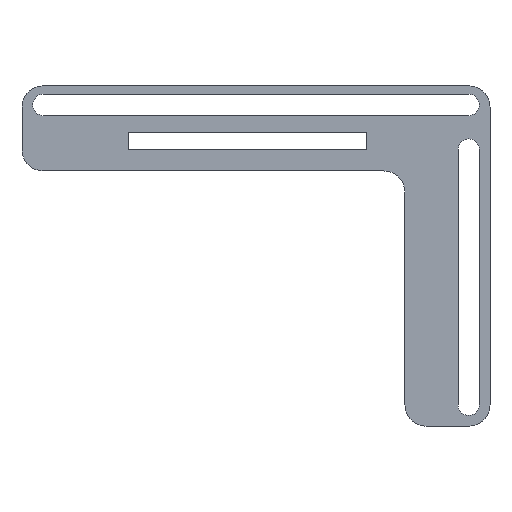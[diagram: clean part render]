
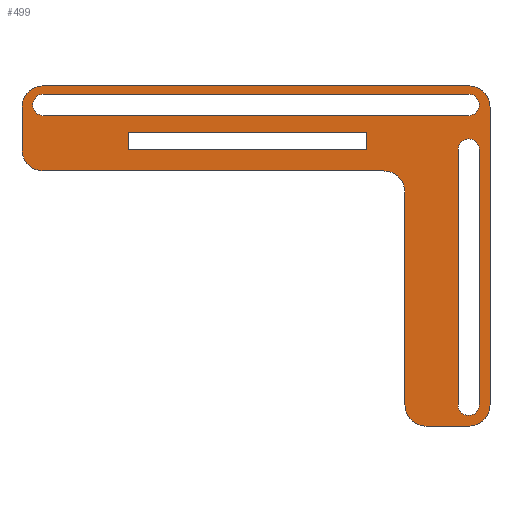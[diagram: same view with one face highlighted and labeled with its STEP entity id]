
A CAD part, front view. The second image highlights one B-rep face of the part: STEP entity #499.
In plain terms, the highlighted planar face has unit normal (0, -1, 0).
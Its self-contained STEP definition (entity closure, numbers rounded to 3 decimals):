
#15=FACE_BOUND('',#84,.T.);
#16=FACE_BOUND('',#85,.T.);
#17=FACE_BOUND('',#86,.T.);
#22=CIRCLE('',#539,5.);
#23=CIRCLE('',#542,5.);
#24=CIRCLE('',#543,5.);
#25=CIRCLE('',#544,5.);
#26=CIRCLE('',#545,5.);
#27=CIRCLE('',#546,5.);
#28=CIRCLE('',#547,2.5);
#29=CIRCLE('',#548,2.5);
#30=CIRCLE('',#549,2.5);
#31=CIRCLE('',#550,2.5);
#57=FACE_OUTER_BOUND('',#83,.T.);
#83=EDGE_LOOP('',(#357,#358,#359,#360,#361,#362,#363,#364,#365,#366,#367,
#368));
#84=EDGE_LOOP('',(#369,#370,#371,#372));
#85=EDGE_LOOP('',(#373,#374,#375,#376));
#86=EDGE_LOOP('',(#377,#378,#379,#380));
#111=LINE('',#733,#163);
#114=LINE('',#739,#166);
#117=LINE('',#745,#169);
#120=LINE('',#749,#172);
#123=LINE('',#761,#175);
#126=LINE('',#767,#178);
#127=LINE('',#771,#179);
#128=LINE('',#775,#180);
#129=LINE('',#779,#181);
#130=LINE('',#783,#182);
#131=LINE('',#787,#183);
#132=LINE('',#791,#184);
#133=LINE('',#795,#185);
#134=LINE('',#799,#186);
#163=VECTOR('',#585,10.);
#166=VECTOR('',#590,10.);
#169=VECTOR('',#595,10.);
#172=VECTOR('',#600,10.);
#175=VECTOR('',#611,10.);
#178=VECTOR('',#616,10.);
#179=VECTOR('',#619,10.);
#180=VECTOR('',#622,10.);
#181=VECTOR('',#625,10.);
#182=VECTOR('',#628,10.);
#183=VECTOR('',#631,10.);
#184=VECTOR('',#634,10.);
#185=VECTOR('',#637,10.);
#186=VECTOR('',#640,10.);
#215=VERTEX_POINT('',#730);
#216=VERTEX_POINT('',#732);
#218=VERTEX_POINT('',#738);
#220=VERTEX_POINT('',#744);
#223=VERTEX_POINT('',#754);
#224=VERTEX_POINT('',#756);
#225=VERTEX_POINT('',#760);
#227=VERTEX_POINT('',#766);
#228=VERTEX_POINT('',#768);
#229=VERTEX_POINT('',#770);
#230=VERTEX_POINT('',#772);
#231=VERTEX_POINT('',#774);
#232=VERTEX_POINT('',#776);
#233=VERTEX_POINT('',#778);
#234=VERTEX_POINT('',#780);
#235=VERTEX_POINT('',#782);
#236=VERTEX_POINT('',#785);
#237=VERTEX_POINT('',#786);
#238=VERTEX_POINT('',#788);
#239=VERTEX_POINT('',#790);
#240=VERTEX_POINT('',#793);
#241=VERTEX_POINT('',#794);
#242=VERTEX_POINT('',#796);
#243=VERTEX_POINT('',#798);
#263=EDGE_CURVE('',#216,#215,#111,.T.);
#266=EDGE_CURVE('',#218,#216,#114,.T.);
#269=EDGE_CURVE('',#220,#218,#117,.T.);
#272=EDGE_CURVE('',#215,#220,#120,.T.);
#275=EDGE_CURVE('',#223,#224,#22,.T.);
#277=EDGE_CURVE('',#225,#224,#123,.T.);
#280=EDGE_CURVE('',#223,#227,#126,.T.);
#281=EDGE_CURVE('',#228,#227,#23,.T.);
#282=EDGE_CURVE('',#228,#229,#127,.T.);
#283=EDGE_CURVE('',#230,#229,#24,.T.);
#284=EDGE_CURVE('',#230,#231,#128,.T.);
#285=EDGE_CURVE('',#232,#231,#25,.T.);
#286=EDGE_CURVE('',#232,#233,#129,.T.);
#287=EDGE_CURVE('',#234,#233,#26,.T.);
#288=EDGE_CURVE('',#234,#235,#130,.T.);
#289=EDGE_CURVE('',#225,#235,#27,.T.);
#290=EDGE_CURVE('',#236,#237,#131,.T.);
#291=EDGE_CURVE('',#237,#238,#28,.T.);
#292=EDGE_CURVE('',#238,#239,#132,.T.);
#293=EDGE_CURVE('',#239,#236,#29,.T.);
#294=EDGE_CURVE('',#240,#241,#133,.T.);
#295=EDGE_CURVE('',#241,#242,#30,.T.);
#296=EDGE_CURVE('',#242,#243,#134,.T.);
#297=EDGE_CURVE('',#243,#240,#31,.T.);
#357=ORIENTED_EDGE('',*,*,#275,.F.);
#358=ORIENTED_EDGE('',*,*,#280,.T.);
#359=ORIENTED_EDGE('',*,*,#281,.F.);
#360=ORIENTED_EDGE('',*,*,#282,.T.);
#361=ORIENTED_EDGE('',*,*,#283,.F.);
#362=ORIENTED_EDGE('',*,*,#284,.T.);
#363=ORIENTED_EDGE('',*,*,#285,.F.);
#364=ORIENTED_EDGE('',*,*,#286,.T.);
#365=ORIENTED_EDGE('',*,*,#287,.F.);
#366=ORIENTED_EDGE('',*,*,#288,.T.);
#367=ORIENTED_EDGE('',*,*,#289,.F.);
#368=ORIENTED_EDGE('',*,*,#277,.T.);
#369=ORIENTED_EDGE('',*,*,#269,.T.);
#370=ORIENTED_EDGE('',*,*,#266,.T.);
#371=ORIENTED_EDGE('',*,*,#263,.T.);
#372=ORIENTED_EDGE('',*,*,#272,.T.);
#373=ORIENTED_EDGE('',*,*,#290,.T.);
#374=ORIENTED_EDGE('',*,*,#291,.T.);
#375=ORIENTED_EDGE('',*,*,#292,.T.);
#376=ORIENTED_EDGE('',*,*,#293,.T.);
#377=ORIENTED_EDGE('',*,*,#294,.T.);
#378=ORIENTED_EDGE('',*,*,#295,.T.);
#379=ORIENTED_EDGE('',*,*,#296,.T.);
#380=ORIENTED_EDGE('',*,*,#297,.T.);
#482=PLANE('',#541);
#499=ADVANCED_FACE('',(#57,#15,#16,#17),#482,.F.);
#539=AXIS2_PLACEMENT_3D('',#757,#606,#607);
#541=AXIS2_PLACEMENT_3D('',#765,#614,#615);
#542=AXIS2_PLACEMENT_3D('',#769,#617,#618);
#543=AXIS2_PLACEMENT_3D('',#773,#620,#621);
#544=AXIS2_PLACEMENT_3D('',#777,#623,#624);
#545=AXIS2_PLACEMENT_3D('',#781,#626,#627);
#546=AXIS2_PLACEMENT_3D('',#784,#629,#630);
#547=AXIS2_PLACEMENT_3D('',#789,#632,#633);
#548=AXIS2_PLACEMENT_3D('',#792,#635,#636);
#549=AXIS2_PLACEMENT_3D('',#797,#638,#639);
#550=AXIS2_PLACEMENT_3D('',#800,#641,#642);
#585=DIRECTION('',(0.,0.,-1.));
#590=DIRECTION('',(1.,0.,0.));
#595=DIRECTION('',(0.,0.,1.));
#600=DIRECTION('',(-1.,0.,0.));
#606=DIRECTION('center_axis',(0.,1.,0.));
#607=DIRECTION('ref_axis',(-0.707,0.,0.707));
#611=DIRECTION('',(-1.,0.,0.));
#614=DIRECTION('center_axis',(0.,1.,0.));
#615=DIRECTION('ref_axis',(1.,0.,0.));
#616=DIRECTION('',(0.,0.,-1.));
#617=DIRECTION('center_axis',(0.,1.,0.));
#618=DIRECTION('ref_axis',(-0.707,0.,-0.707));
#619=DIRECTION('',(1.,0.,0.));
#620=DIRECTION('center_axis',(0.,-1.,0.));
#621=DIRECTION('ref_axis',(0.707,0.,0.707));
#622=DIRECTION('',(0.,0.,-1.));
#623=DIRECTION('center_axis',(0.,1.,0.));
#624=DIRECTION('ref_axis',(-0.707,0.,-0.707));
#625=DIRECTION('',(1.,0.,0.));
#626=DIRECTION('center_axis',(0.,1.,0.));
#627=DIRECTION('ref_axis',(0.707,0.,-0.707));
#628=DIRECTION('',(0.,0.,1.));
#629=DIRECTION('center_axis',(0.,1.,0.));
#630=DIRECTION('ref_axis',(0.707,0.,0.707));
#631=DIRECTION('',(0.,0.,-1.));
#632=DIRECTION('center_axis',(0.,1.,0.));
#633=DIRECTION('ref_axis',(-1.,0.,0.));
#634=DIRECTION('',(0.,0.,1.));
#635=DIRECTION('center_axis',(0.,1.,0.));
#636=DIRECTION('ref_axis',(1.,0.,0.));
#637=DIRECTION('',(1.,0.,0.));
#638=DIRECTION('center_axis',(0.,1.,0.));
#639=DIRECTION('ref_axis',(0.,0.,-1.));
#640=DIRECTION('',(-1.,0.,0.));
#641=DIRECTION('center_axis',(0.,1.,0.));
#642=DIRECTION('ref_axis',(0.,0.,1.));
#730=CARTESIAN_POINT('',(-48.99,-61.08,112.321));
#732=CARTESIAN_POINT('',(-48.99,-61.08,116.331));
#733=CARTESIAN_POINT('',(-48.99,-61.08,101.826));
#738=CARTESIAN_POINT('',(-105.,-61.08,116.331));
#739=CARTESIAN_POINT('',(-90.,-61.08,116.331));
#744=CARTESIAN_POINT('',(-105.,-61.08,112.321));
#745=CARTESIAN_POINT('',(-105.,-61.08,99.821));
#749=CARTESIAN_POINT('',(-61.995,-61.08,112.321));
#754=CARTESIAN_POINT('',(-130.,-61.08,122.321));
#756=CARTESIAN_POINT('',(-125.,-61.08,127.321));
#757=CARTESIAN_POINT('Origin',(-125.,-61.08,122.321));
#760=CARTESIAN_POINT('',(-25.,-61.08,127.321));
#761=CARTESIAN_POINT('',(-20.,-61.08,127.321));
#765=CARTESIAN_POINT('Origin',(-75.,-61.08,87.321));
#766=CARTESIAN_POINT('',(-130.,-61.08,112.321));
#767=CARTESIAN_POINT('',(-130.,-61.08,127.321));
#768=CARTESIAN_POINT('',(-125.,-61.08,107.321));
#769=CARTESIAN_POINT('Origin',(-125.,-61.08,112.321));
#770=CARTESIAN_POINT('',(-45.,-61.08,107.321));
#771=CARTESIAN_POINT('',(-130.,-61.08,107.321));
#772=CARTESIAN_POINT('',(-40.,-61.08,102.321));
#773=CARTESIAN_POINT('Origin',(-45.,-61.08,102.321));
#774=CARTESIAN_POINT('',(-40.,-61.08,52.321));
#775=CARTESIAN_POINT('',(-40.,-61.08,107.321));
#776=CARTESIAN_POINT('',(-35.,-61.08,47.321));
#777=CARTESIAN_POINT('Origin',(-35.,-61.08,52.321));
#778=CARTESIAN_POINT('',(-25.,-61.08,47.321));
#779=CARTESIAN_POINT('',(-40.,-61.08,47.321));
#780=CARTESIAN_POINT('',(-20.,-61.08,52.321));
#781=CARTESIAN_POINT('Origin',(-25.,-61.08,52.321));
#782=CARTESIAN_POINT('',(-20.,-61.08,122.321));
#783=CARTESIAN_POINT('',(-20.,-61.08,47.321));
#784=CARTESIAN_POINT('Origin',(-25.,-61.08,122.321));
#785=CARTESIAN_POINT('',(-22.5,-61.08,112.321));
#786=CARTESIAN_POINT('',(-22.5,-61.08,52.321));
#787=CARTESIAN_POINT('',(-22.5,-61.08,99.821));
#788=CARTESIAN_POINT('',(-27.5,-61.08,52.321));
#789=CARTESIAN_POINT('Origin',(-25.,-61.08,52.321));
#790=CARTESIAN_POINT('',(-27.5,-61.08,112.321));
#791=CARTESIAN_POINT('',(-27.5,-61.08,69.821));
#792=CARTESIAN_POINT('Origin',(-25.,-61.08,112.321));
#793=CARTESIAN_POINT('',(-125.,-61.08,125.321));
#794=CARTESIAN_POINT('',(-25.,-61.08,125.321));
#795=CARTESIAN_POINT('',(-100.,-61.08,125.321));
#796=CARTESIAN_POINT('',(-25.,-61.08,120.321));
#797=CARTESIAN_POINT('Origin',(-25.,-61.08,122.821));
#798=CARTESIAN_POINT('',(-125.,-61.08,120.321));
#799=CARTESIAN_POINT('',(-50.,-61.08,120.321));
#800=CARTESIAN_POINT('Origin',(-125.,-61.08,122.821));
